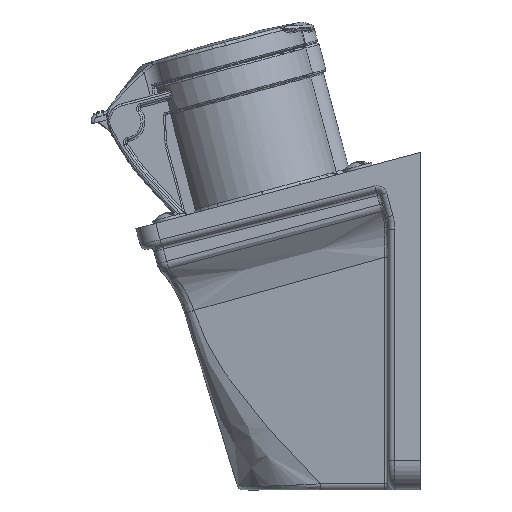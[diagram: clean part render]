
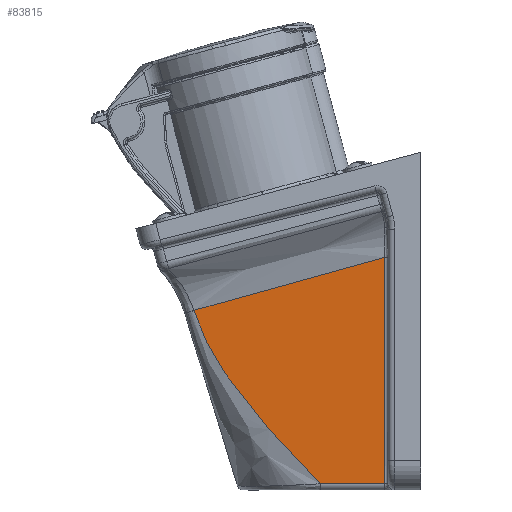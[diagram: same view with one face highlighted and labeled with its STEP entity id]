
A CAD part, left-side view. The second image highlights one B-rep face of the part: STEP entity #83815.
In plain terms, the highlighted planar face has unit normal (-0.998, 0.001, -0.056).
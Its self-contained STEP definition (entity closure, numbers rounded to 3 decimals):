
#884 = CARTESIAN_POINT ( 'NONE',  ( -30.76, -31.318, 60.148 ) ) ;
#1187 = EDGE_CURVE ( 'NONE', #17976, #7144, #44252, .T. ) ;
#1232 = ORIENTED_EDGE ( 'NONE', *, *, #60932, .T. ) ;
#2369 = EDGE_LOOP ( 'NONE', ( #33835, #1232, #62611, #89845, #48025 ) ) ;
#3194 = CARTESIAN_POINT ( 'NONE',  ( -24.753, -32.323, -46.835 ) ) ;
#4568 = LINE ( 'NONE', #884, #32929 ) ;
#7144 = VERTEX_POINT ( 'NONE', #70724 ) ;
#8074 = B_SPLINE_CURVE_WITH_KNOTS ( 'NONE', 3,
 ( #35227, #84948, #28482, #14475 ),
 .UNSPECIFIED., .F., .F.,
 ( 4, 4 ),
 ( 0.001, 0.061 ),
 .UNSPECIFIED. ) ;
#8772 = AXIS2_PLACEMENT_3D ( 'NONE', #25124, #73956, #39166 ) ;
#12282 = VERTEX_POINT ( 'NONE', #71889 ) ;
#14475 = CARTESIAN_POINT ( 'NONE',  ( -27.658, 26.929, 6.071 ) ) ;
#15165 = VERTEX_POINT ( 'NONE', #15242 ) ;
#15242 = CARTESIAN_POINT ( 'NONE',  ( -24.73, -11.594, -46.835 ) ) ;
#15715 = B_SPLINE_CURVE_WITH_KNOTS ( 'NONE', 3,
 ( #74517, #75402, #33050, #19558, #32750, #68367, #47613 ),
 .UNSPECIFIED., .F., .F.,
 ( 4, 3, 4 ),
 ( -0.224, -0.167, -0.162 ),
 .UNSPECIFIED. ) ;
#17976 = VERTEX_POINT ( 'NONE', #78778 ) ;
#18122 = PLANE ( 'NONE',  #8772 ) ;
#19558 = CARTESIAN_POINT ( 'NONE',  ( -24.973, -7.418, -42.422 ) ) ;
#23291 = DIRECTION ( 'NONE',  ( -0.001, -1., 0. ) ) ;
#25124 = CARTESIAN_POINT ( 'NONE',  ( -30.761, -32.317, 60.148 ) ) ;
#28482 = CARTESIAN_POINT ( 'NONE',  ( -27.982, 7.511, 11.45 ) ) ;
#32750 = CARTESIAN_POINT ( 'NONE',  ( -24.892, -8.81, -43.893 ) ) ;
#32929 = VECTOR ( 'NONE', #63129, 1000. ) ;
#33050 = CARTESIAN_POINT ( 'NONE',  ( -25.813, 7.001, -27.186 ) ) ;
#33835 = ORIENTED_EDGE ( 'NONE', *, *, #38543, .T. ) ;
#34159 = CARTESIAN_POINT ( 'NONE',  ( -27.656, 26.916, 6.027 ) ) ;
#35227 = CARTESIAN_POINT ( 'NONE',  ( -28.631, -31.318, 22.232 ) ) ;
#38281 = CARTESIAN_POINT ( 'NONE',  ( -24.751, -31.318, -46.835 ) ) ;
#38543 = EDGE_CURVE ( 'NONE', #15165, #76825, #81795, .T. ) ;
#39166 = DIRECTION ( 'NONE',  ( -0.056, 0., 0.998 ) ) ;
#44252 =( BOUNDED_CURVE ( )  B_SPLINE_CURVE ( 3, ( #61299, #54279, #34159, #75336 ),
 .UNSPECIFIED., .F., .F. ) 
 B_SPLINE_CURVE_WITH_KNOTS ( ( 4, 4 ),
 ( 4.394, 4.396 ),
 .UNSPECIFIED. ) 
 CURVE ( )  GEOMETRIC_REPRESENTATION_ITEM ( )  RATIONAL_B_SPLINE_CURVE ( ( 1., 1., 1., 1. ) ) 
 REPRESENTATION_ITEM ( '' )  );
#47613 = CARTESIAN_POINT ( 'NONE',  ( -24.73, -11.594, -46.835 ) ) ;
#48025 = ORIENTED_EDGE ( 'NONE', *, *, #90370, .T. ) ;
#52258 = VECTOR ( 'NONE', #23291, 1000. ) ;
#54279 = CARTESIAN_POINT ( 'NONE',  ( -27.657, 26.922, 6.049 ) ) ;
#60932 = EDGE_CURVE ( 'NONE', #76825, #12282, #4568, .T. ) ;
#61299 = CARTESIAN_POINT ( 'NONE',  ( -27.658, 26.929, 6.071 ) ) ;
#62611 = ORIENTED_EDGE ( 'NONE', *, *, #89954, .T. ) ;
#63129 = DIRECTION ( 'NONE',  ( -0.056, 0., 0.998 ) ) ;
#67072 = FACE_OUTER_BOUND ( 'NONE', #2369, .T. ) ;
#68367 = CARTESIAN_POINT ( 'NONE',  ( -24.811, -10.202, -45.364 ) ) ;
#70724 = CARTESIAN_POINT ( 'NONE',  ( -27.655, 26.909, 6.005 ) ) ;
#71889 = CARTESIAN_POINT ( 'NONE',  ( -28.631, -31.318, 22.232 ) ) ;
#73956 = DIRECTION ( 'NONE',  ( -0.998, 0.001, -0.056 ) ) ;
#74517 = CARTESIAN_POINT ( 'NONE',  ( -27.655, 26.909, 6.005 ) ) ;
#75336 = CARTESIAN_POINT ( 'NONE',  ( -27.655, 26.909, 6.005 ) ) ;
#75402 = CARTESIAN_POINT ( 'NONE',  ( -26.652, 21.419, -11.951 ) ) ;
#76825 = VERTEX_POINT ( 'NONE', #38281 ) ;
#78778 = CARTESIAN_POINT ( 'NONE',  ( -27.658, 26.929, 6.071 ) ) ;
#81795 = LINE ( 'NONE', #3194, #52258 ) ;
#83815 = ADVANCED_FACE ( 'NONE', ( #67072 ), #18122, .T. ) ;
#84948 = CARTESIAN_POINT ( 'NONE',  ( -28.306, -11.905, 16.836 ) ) ;
#89845 = ORIENTED_EDGE ( 'NONE', *, *, #1187, .T. ) ;
#89954 = EDGE_CURVE ( 'NONE', #12282, #17976, #8074, .T. ) ;
#90370 = EDGE_CURVE ( 'NONE', #7144, #15165, #15715, .T. ) ;
